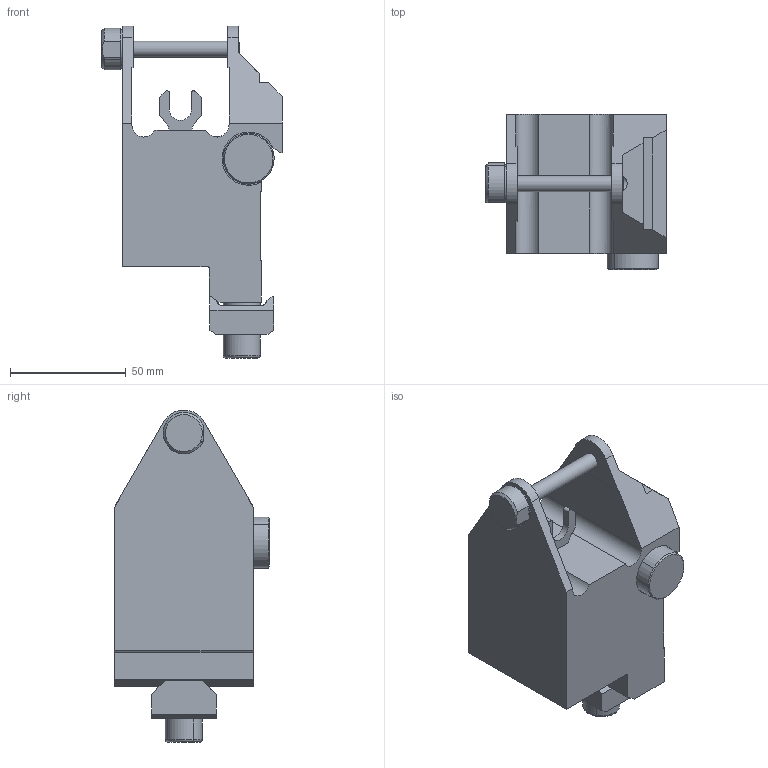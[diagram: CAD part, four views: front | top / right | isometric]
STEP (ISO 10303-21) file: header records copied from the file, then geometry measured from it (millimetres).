
FILE_DESCRIPTION(/* description */ (''),/* implementation_level */ '2;1');
FILE_NAME(/* name */ '12054537.stp',/* time_stamp */ '2019-03-12T07:33:34+01:00',/* author */ (''),/* organization */ (''),/* preprocessor_version */ 'ST-DEVELOPER v16.7',/* originating_system */ 'SIEMENS PLM Software NX 12.0',/* authorisation */ '');
FILE_SCHEMA (('AUTOMOTIVE_DESIGN { 1 0 10303 214 3 1 1 1 }'));
Length unit declared in the file: millimetre
Products named in the file (1): krei192803BE8pxx
Bounding box: 78 x 67 x 143.54 mm (x, y, z)
Volume: 287968.3 mm3; surface area: 38889.2 mm2
Topology: 1 solids, 1 shells, 108 faces, 298 edges, 196 vertices
Faces by surface type: plane 64, cylinder 31, cone 10, torus 3
Full cylindrical faces by diameter (mm): 7 x1, 16 x1
Entity records: 3650 total; most frequent: CARTESIAN_POINT 766, ORIENTED_EDGE 592, DIRECTION 581, EDGE_CURVE 296, LINE 203, VECTOR 203, VERTEX_POINT 196, AXIS2_PLACEMENT_3D 189
